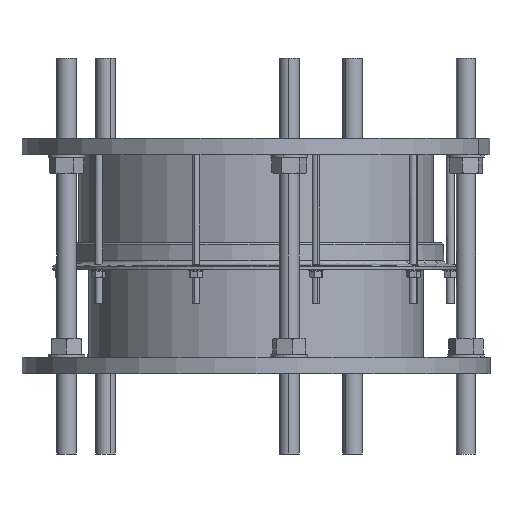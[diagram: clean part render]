
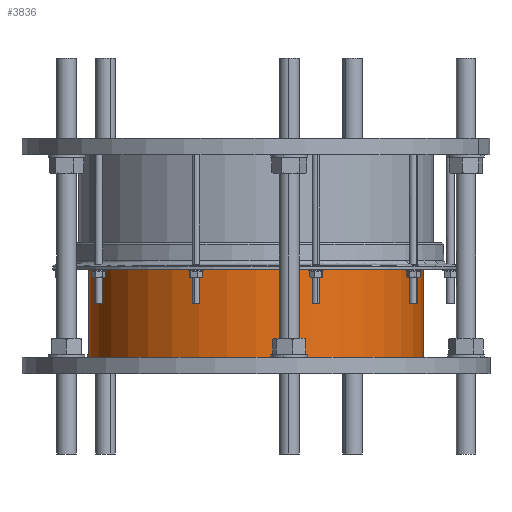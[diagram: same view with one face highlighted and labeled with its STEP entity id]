
A CAD part, front view. The second image highlights one B-rep face of the part: STEP entity #3836.
In plain terms, the highlighted cylindrical face has radius 256 mm (diameter 512 mm), a partial arc.
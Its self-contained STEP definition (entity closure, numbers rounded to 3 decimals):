
#3044 = DIRECTION ( 'NONE',  ( -1., 0., 0. ) ) ;
#3051 = DIRECTION ( 'NONE',  ( 0., 0., -1. ) ) ;
#3052 = CARTESIAN_POINT ( 'NONE',  ( 0., 0., 275. ) ) ;
#3836 = ADVANCED_FACE ( 'NONE', ( #5348 ), #5354, .T. ) ;
#4791 = AXIS2_PLACEMENT_3D ( 'NONE', #3052, #3051, #3044 ) ;
#5348 = FACE_OUTER_BOUND ( 'NONE', #13777, .T. ) ;
#5354 = CYLINDRICAL_SURFACE ( 'NONE', #4791, 256. ) ;
#8299 = EDGE_CURVE ( 'NONE', #10416, #13198, #12198, .T. ) ;
#8422 = EDGE_CURVE ( 'NONE', #10416, #10386, #12343, .T. ) ;
#8897 = EDGE_CURVE ( 'NONE', #10386, #13299, #12480, .T. ) ;
#9904 = EDGE_CURVE ( 'NONE', #13198, #13299, #12612, .T. ) ;
#10386 = VERTEX_POINT ( 'NONE', #18939 ) ;
#10416 = VERTEX_POINT ( 'NONE', #18969 ) ;
#11304 = AXIS2_PLACEMENT_3D ( 'NONE', #17025, #17026, #17027 ) ;
#12198 = LINE ( 'NONE', #16517, #12202 ) ;
#12202 = VECTOR ( 'NONE', #16522, 1000. ) ;
#12343 = CIRCLE ( 'NONE', #11304, 256. ) ;
#12480 = LINE ( 'NONE', #17755, #12489 ) ;
#12489 = VECTOR ( 'NONE', #17752, 1000. ) ;
#12612 = CIRCLE ( 'NONE', #18590, 256. ) ;
#13198 = VERTEX_POINT ( 'NONE', #19143 ) ;
#13299 = VERTEX_POINT ( 'NONE', #19244 ) ;
#13777 = EDGE_LOOP ( 'NONE', ( #15253, #15254, #15255, #15256 ) ) ;
#15253 = ORIENTED_EDGE ( 'NONE', *, *, #8897, .F. ) ;
#15254 = ORIENTED_EDGE ( 'NONE', *, *, #8422, .F. ) ;
#15255 = ORIENTED_EDGE ( 'NONE', *, *, #8299, .T. ) ;
#15256 = ORIENTED_EDGE ( 'NONE', *, *, #9904, .T. ) ;
#16517 = CARTESIAN_POINT ( 'NONE',  ( -256., 0., 275. ) ) ;
#16522 = DIRECTION ( 'NONE',  ( 0., 0., -1. ) ) ;
#17025 = CARTESIAN_POINT ( 'NONE',  ( 0., 0., 160. ) ) ;
#17026 = DIRECTION ( 'NONE',  ( 0., 0., 1. ) ) ;
#17027 = DIRECTION ( 'NONE',  ( 1., 0., 0. ) ) ;
#17752 = DIRECTION ( 'NONE',  ( 0., 0., -1. ) ) ;
#17755 = CARTESIAN_POINT ( 'NONE',  ( 256., 0., 275. ) ) ;
#18502 = CARTESIAN_POINT ( 'NONE',  ( 0., 0., 25. ) ) ;
#18503 = DIRECTION ( 'NONE',  ( 0., 0., 1. ) ) ;
#18504 = DIRECTION ( 'NONE',  ( 1., 0., 0. ) ) ;
#18590 = AXIS2_PLACEMENT_3D ( 'NONE', #18502, #18503, #18504 ) ;
#18939 = CARTESIAN_POINT ( 'NONE',  ( 256., 0., 160. ) ) ;
#18969 = CARTESIAN_POINT ( 'NONE',  ( -256., 0., 160. ) ) ;
#19143 = CARTESIAN_POINT ( 'NONE',  ( -256., 0., 25. ) ) ;
#19244 = CARTESIAN_POINT ( 'NONE',  ( 256., 0., 25. ) ) ;
